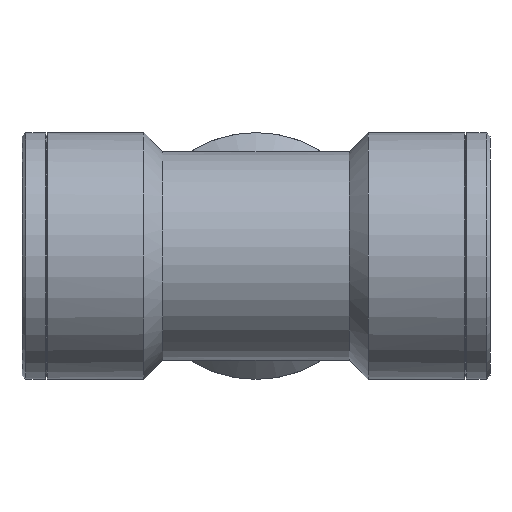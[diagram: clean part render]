
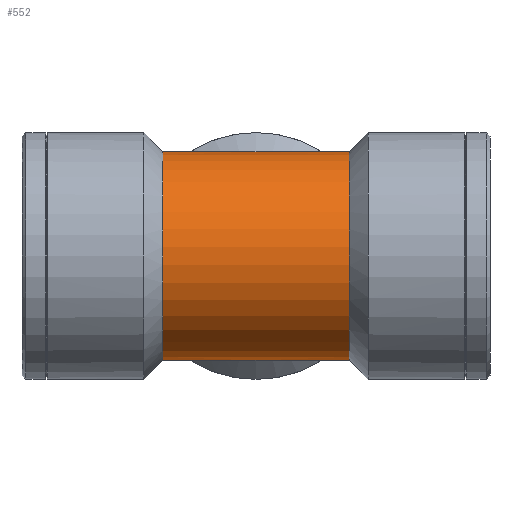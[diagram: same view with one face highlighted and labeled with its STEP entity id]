
A CAD part, front view. The second image highlights one B-rep face of the part: STEP entity #552.
In plain terms, the highlighted cylindrical face has radius 21.424 mm (diameter 42.847 mm), a partial arc.
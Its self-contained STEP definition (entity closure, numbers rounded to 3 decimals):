
#64=CIRCLE('',#599,21.424);
#65=CIRCLE('',#603,21.424);
#95=CYLINDRICAL_SURFACE('',#600,21.424);
#111=ELLIPSE('',#592,30.298,21.424);
#112=ELLIPSE('',#593,30.298,21.424);
#113=ELLIPSE('',#601,30.298,21.424);
#114=ELLIPSE('',#602,30.298,21.424);
#125=FACE_OUTER_BOUND('',#167,.T.);
#167=EDGE_LOOP('',(#424,#425,#426,#427,#428,#429,#430,#431,#432,#433));
#234=B_SPLINE_CURVE_WITH_KNOTS('',3,(#912,#913,#914,#915,#916,#917,#918,
#919,#920,#921),.UNSPECIFIED.,.F.,.F.,(4,2,2,2,4),(0.187,0.244,
0.297,0.332,0.368),.UNSPECIFIED.);
#236=B_SPLINE_CURVE_WITH_KNOTS('',3,(#1002,#1003,#1004,#1005,#1006,#1007,
#1008,#1009,#1010,#1011),.UNSPECIFIED.,.F.,.F.,(4,2,2,2,4),(0.,0.032,
0.063,0.102,0.146),.UNSPECIFIED.);
#243=B_SPLINE_CURVE_WITH_KNOTS('',3,(#1079,#1080,#1081,#1082,#1083,#1084,
#1085,#1086,#1087,#1088),.UNSPECIFIED.,.F.,.F.,(4,2,2,2,4),(0.187,
0.244,0.297,0.332,0.368),
 .UNSPECIFIED.);
#244=B_SPLINE_CURVE_WITH_KNOTS('',3,(#1091,#1092,#1093,#1094,#1095,#1096,
#1097,#1098,#1099,#1100),.UNSPECIFIED.,.F.,.F.,(4,2,2,2,4),(0.,0.032,
0.063,0.102,0.146),.UNSPECIFIED.);
#261=VERTEX_POINT('',#852);
#266=VERTEX_POINT('',#907);
#269=VERTEX_POINT('',#1000);
#270=VERTEX_POINT('',#1001);
#274=VERTEX_POINT('',#1051);
#275=VERTEX_POINT('',#1053);
#278=VERTEX_POINT('',#1074);
#279=VERTEX_POINT('',#1076);
#280=VERTEX_POINT('',#1078);
#281=VERTEX_POINT('',#1089);
#324=EDGE_CURVE('',#261,#266,#234,.T.);
#328=EDGE_CURVE('',#269,#270,#236,.T.);
#334=EDGE_CURVE('',#274,#261,#111,.T.);
#335=EDGE_CURVE('',#275,#274,#112,.T.);
#340=EDGE_CURVE('',#269,#266,#64,.T.);
#341=EDGE_CURVE('',#270,#278,#113,.T.);
#342=EDGE_CURVE('',#278,#279,#114,.T.);
#343=EDGE_CURVE('',#279,#280,#243,.T.);
#344=EDGE_CURVE('',#281,#280,#65,.T.);
#345=EDGE_CURVE('',#281,#275,#244,.T.);
#424=ORIENTED_EDGE('',*,*,#324,.T.);
#425=ORIENTED_EDGE('',*,*,#340,.F.);
#426=ORIENTED_EDGE('',*,*,#328,.T.);
#427=ORIENTED_EDGE('',*,*,#341,.T.);
#428=ORIENTED_EDGE('',*,*,#342,.T.);
#429=ORIENTED_EDGE('',*,*,#343,.T.);
#430=ORIENTED_EDGE('',*,*,#344,.F.);
#431=ORIENTED_EDGE('',*,*,#345,.T.);
#432=ORIENTED_EDGE('',*,*,#335,.T.);
#433=ORIENTED_EDGE('',*,*,#334,.T.);
#552=ADVANCED_FACE('',(#125),#95,.T.);
#592=AXIS2_PLACEMENT_3D('',#1052,#674,#675);
#593=AXIS2_PLACEMENT_3D('',#1054,#676,#677);
#599=AXIS2_PLACEMENT_3D('',#1072,#688,#689);
#600=AXIS2_PLACEMENT_3D('',#1073,#690,#691);
#601=AXIS2_PLACEMENT_3D('',#1075,#692,#693);
#602=AXIS2_PLACEMENT_3D('',#1077,#694,#695);
#603=AXIS2_PLACEMENT_3D('',#1090,#696,#697);
#674=DIRECTION('center_axis',(0.707,-0.707,0.));
#675=DIRECTION('ref_axis',(0.707,0.707,0.));
#676=DIRECTION('center_axis',(-0.707,-0.707,0.));
#677=DIRECTION('ref_axis',(0.707,-0.707,0.));
#688=DIRECTION('center_axis',(1.,0.,0.));
#689=DIRECTION('ref_axis',(0.,0.,-1.));
#690=DIRECTION('center_axis',(1.,0.,0.));
#691=DIRECTION('ref_axis',(0.,-0.895,-0.446));
#692=DIRECTION('center_axis',(0.707,-0.707,0.));
#693=DIRECTION('ref_axis',(0.707,0.707,0.));
#694=DIRECTION('center_axis',(-0.707,-0.707,0.));
#695=DIRECTION('ref_axis',(0.707,-0.707,0.));
#696=DIRECTION('center_axis',(-1.,0.,0.));
#697=DIRECTION('ref_axis',(0.,0.,-1.));
#852=CARTESIAN_POINT('',(18.115,18.115,-11.438));
#907=CARTESIAN_POINT('',(19.105,17.6,-12.216));
#912=CARTESIAN_POINT('Ctrl Pts',(18.115,18.115,-11.438));
#913=CARTESIAN_POINT('Ctrl Pts',(18.285,18.099,-11.463));
#914=CARTESIAN_POINT('Ctrl Pts',(18.442,18.072,-11.506));
#915=CARTESIAN_POINT('Ctrl Pts',(18.704,17.998,-11.62));
#916=CARTESIAN_POINT('Ctrl Pts',(18.818,17.952,-11.692));
#917=CARTESIAN_POINT('Ctrl Pts',(18.972,17.853,-11.843));
#918=CARTESIAN_POINT('Ctrl Pts',(19.021,17.807,-11.911));
#919=CARTESIAN_POINT('Ctrl Pts',(19.088,17.707,-12.06));
#920=CARTESIAN_POINT('Ctrl Pts',(19.105,17.654,-12.137));
#921=CARTESIAN_POINT('Ctrl Pts',(19.105,17.6,-12.216));
#1000=CARTESIAN_POINT('',(19.105,17.6,12.216));
#1001=CARTESIAN_POINT('',(18.115,18.115,11.438));
#1002=CARTESIAN_POINT('Ctrl Pts',(19.105,17.6,12.216));
#1003=CARTESIAN_POINT('Ctrl Pts',(19.105,17.66,12.129));
#1004=CARTESIAN_POINT('Ctrl Pts',(19.085,17.718,12.044));
#1005=CARTESIAN_POINT('Ctrl Pts',(19.003,17.827,11.882));
#1006=CARTESIAN_POINT('Ctrl Pts',(18.944,17.875,11.809));
#1007=CARTESIAN_POINT('Ctrl Pts',(18.78,17.968,11.667));
#1008=CARTESIAN_POINT('Ctrl Pts',(18.672,18.009,11.604));
#1009=CARTESIAN_POINT('Ctrl Pts',(18.424,18.075,11.501));
#1010=CARTESIAN_POINT('Ctrl Pts',(18.275,18.1,11.461));
#1011=CARTESIAN_POINT('Ctrl Pts',(18.115,18.115,11.438));
#1051=CARTESIAN_POINT('',(0.,0.,-21.424));
#1052=CARTESIAN_POINT('Origin',(0.,0.,
0.));
#1053=CARTESIAN_POINT('',(-18.115,18.115,-11.438));
#1054=CARTESIAN_POINT('Origin',(0.,0.,
0.));
#1072=CARTESIAN_POINT('Origin',(19.105,0.,0.));
#1073=CARTESIAN_POINT('Origin',(-19.25,0.,0.));
#1074=CARTESIAN_POINT('',(0.,0.,21.424));
#1075=CARTESIAN_POINT('Origin',(0.,0.,
0.));
#1076=CARTESIAN_POINT('',(-18.115,18.115,11.438));
#1077=CARTESIAN_POINT('Origin',(0.,0.,
0.));
#1078=CARTESIAN_POINT('',(-19.105,17.6,12.216));
#1079=CARTESIAN_POINT('Ctrl Pts',(-18.115,18.115,11.438));
#1080=CARTESIAN_POINT('Ctrl Pts',(-18.285,18.099,11.463));
#1081=CARTESIAN_POINT('Ctrl Pts',(-18.442,18.072,11.506));
#1082=CARTESIAN_POINT('Ctrl Pts',(-18.704,17.998,11.62));
#1083=CARTESIAN_POINT('Ctrl Pts',(-18.818,17.952,11.692));
#1084=CARTESIAN_POINT('Ctrl Pts',(-18.972,17.853,11.843));
#1085=CARTESIAN_POINT('Ctrl Pts',(-19.021,17.807,11.911));
#1086=CARTESIAN_POINT('Ctrl Pts',(-19.088,17.707,12.06));
#1087=CARTESIAN_POINT('Ctrl Pts',(-19.105,17.654,12.137));
#1088=CARTESIAN_POINT('Ctrl Pts',(-19.105,17.6,12.216));
#1089=CARTESIAN_POINT('',(-19.105,17.6,-12.216));
#1090=CARTESIAN_POINT('Origin',(-19.105,0.,0.));
#1091=CARTESIAN_POINT('Ctrl Pts',(-19.105,17.6,-12.216));
#1092=CARTESIAN_POINT('Ctrl Pts',(-19.105,17.66,-12.129));
#1093=CARTESIAN_POINT('Ctrl Pts',(-19.085,17.718,-12.044));
#1094=CARTESIAN_POINT('Ctrl Pts',(-19.003,17.827,-11.882));
#1095=CARTESIAN_POINT('Ctrl Pts',(-18.944,17.875,-11.809));
#1096=CARTESIAN_POINT('Ctrl Pts',(-18.78,17.968,-11.667));
#1097=CARTESIAN_POINT('Ctrl Pts',(-18.672,18.009,-11.604));
#1098=CARTESIAN_POINT('Ctrl Pts',(-18.424,18.075,-11.501));
#1099=CARTESIAN_POINT('Ctrl Pts',(-18.275,18.1,-11.461));
#1100=CARTESIAN_POINT('Ctrl Pts',(-18.115,18.115,-11.438));
